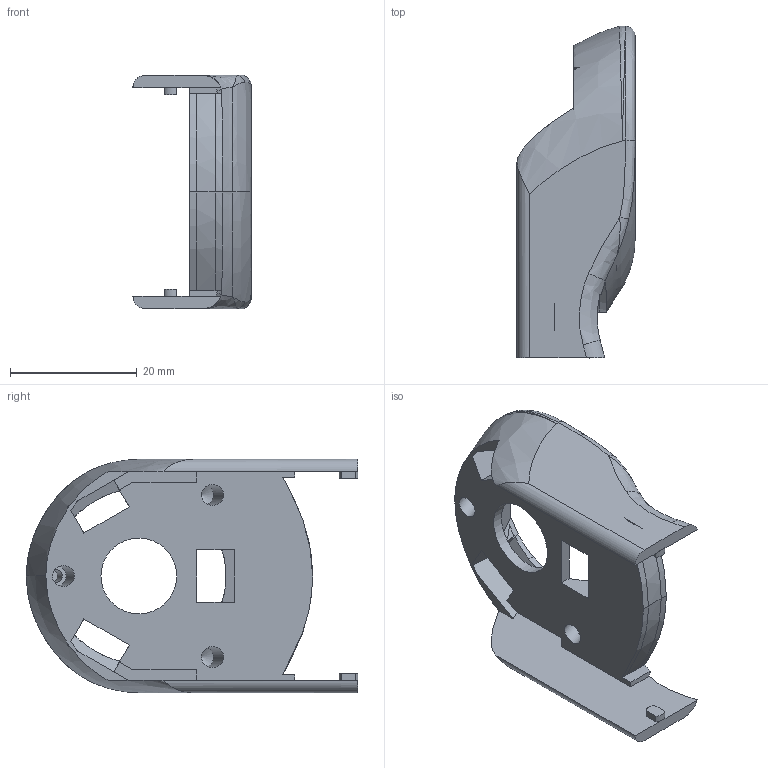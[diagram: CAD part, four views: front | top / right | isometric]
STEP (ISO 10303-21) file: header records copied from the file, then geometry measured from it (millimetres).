
FILE_DESCRIPTION(/* description */ ('STEP AP214'),/* implementation_level */ '2;1');
FILE_NAME(/* name */ '605372e56174d011a96728ef',/* time_stamp */ '2021-03-18T15:33:58+00:00',/* author */ (''),/* organization */ (''),/* preprocessor_version */ 'ST-DEVELOPER v18.1',/* originating_system */ ' ',/* authorisation */ ' ');
FILE_SCHEMA (('AUTOMOTIVE_DESIGN {1 0 10303 214 3 1 1}'));
Length unit declared in the file: metre
Products named in the file (1): Part 1
Bounding box: 18.69 x 52.46 x 36.91 mm (x, y, z)
Volume: 9210.3 mm3; surface area: 6519.5 mm2
Topology: 1 solids, 3 shells, 182 faces, 534 edges, 339 vertices
Faces by surface type: plane 80, bspline 66, cylinder 25, torus 6, cone 5
Full cylindrical faces by diameter (mm): 2 x1, 3.3 x3, 12 x1
Entity records: 10360 total; most frequent: CARTESIAN_POINT 6359, ORIENTED_EDGE 1010, DIRECTION 513, EDGE_CURVE 505, VERTEX_POINT 338, B_SPLINE_CURVE_WITH_KNOTS 289, FACE_BOUND 203, EDGE_LOOP 201
